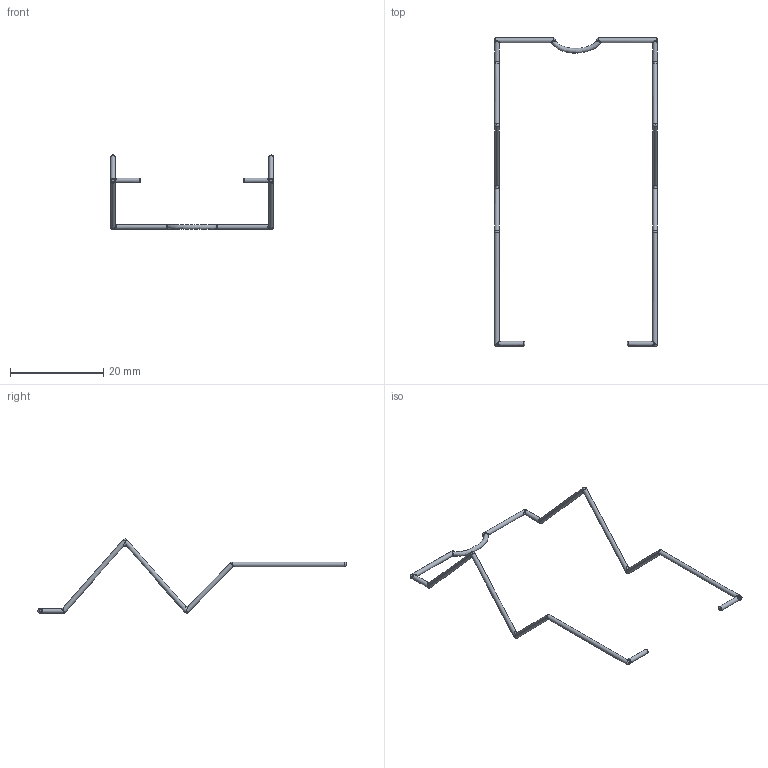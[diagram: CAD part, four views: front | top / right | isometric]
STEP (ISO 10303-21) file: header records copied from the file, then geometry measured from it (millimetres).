
FILE_DESCRIPTION((''),'2;1');
FILE_NAME('GZP-0054.stp','2015-07-29T15:27:33',('CAD Station'),(''),'Autodesk Inventor 2013','Autodesk Inventor 2013','');
FILE_SCHEMA(('CONFIG_CONTROL_DESIGN'));
Length unit declared in the file: millimetre
Products named in the file (1): GZP-0054
Bounding box: 35 x 66.25 x 16 mm (x, y, z)
Volume: 167.8 mm3; surface area: 670.4 mm2
Topology: 1 solids, 1 shells, 89 faces, 243 edges, 106 vertices
Faces by surface type: bspline 53, cylinder 14, plane 12, sphere 8, torus 2
Full cylindrical faces by diameter (mm): 1 x14
Entity records: 4759 total; most frequent: CARTESIAN_POINT 3100, ORIENTED_EDGE 330, DIRECTION 264, EDGE_CURVE 165, AXIS2_PLACEMENT_3D 131, EDGE_LOOP 105, VERTEX_POINT 94, STYLED_ITEM 90
